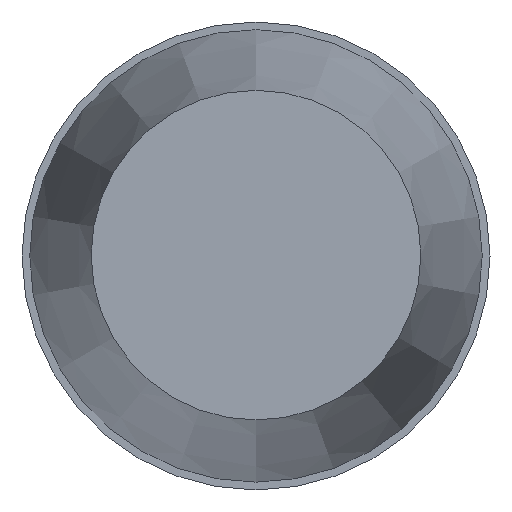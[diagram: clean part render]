
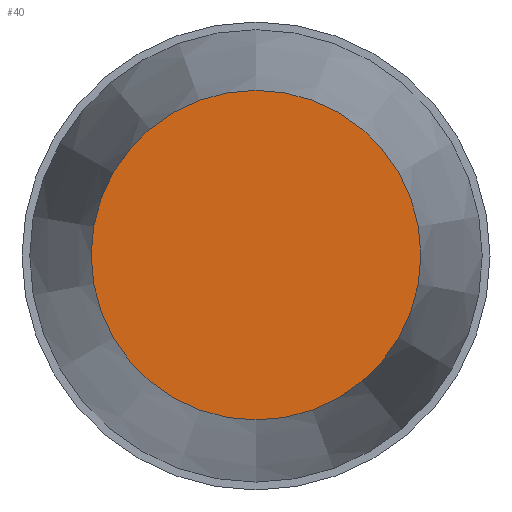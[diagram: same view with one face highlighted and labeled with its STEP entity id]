
A CAD part, top view. The second image highlights one B-rep face of the part: STEP entity #40.
In plain terms, the highlighted planar face has unit normal (0, 0, 1).
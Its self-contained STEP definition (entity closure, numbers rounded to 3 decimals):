
#37=FACE_OUTER_BOUND('',#72,.T.);
#40=ADVANCED_FACE('',(#37),#50,.F.);
#50=PLANE('',#158);
#72=EDGE_LOOP('',(#90));
#90=ORIENTED_EDGE('',*,*,#117,.F.);
#108=VERTEX_POINT('',#229);
#117=EDGE_CURVE('',#108,#108,#126,.T.);
#126=CIRCLE('',#157,11.657);
#157=AXIS2_PLACEMENT_3D('',#228,#187,#188);
#158=AXIS2_PLACEMENT_3D('',#230,#189,#190);
#187=DIRECTION('',(0.,0.,-1.));
#188=DIRECTION('',(0.,1.,0.));
#189=DIRECTION('',(0.,0.,-1.));
#190=DIRECTION('',(0.,1.,0.));
#228=CARTESIAN_POINT('',(0.,0.,30.9));
#229=CARTESIAN_POINT('',(0.,11.657,30.9));
#230=CARTESIAN_POINT('',(0.,0.,30.9));
